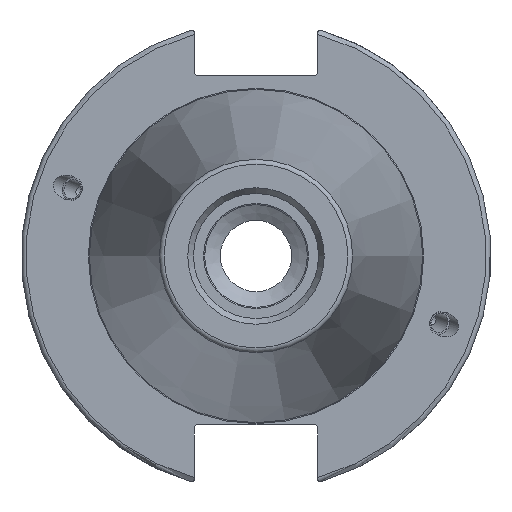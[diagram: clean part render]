
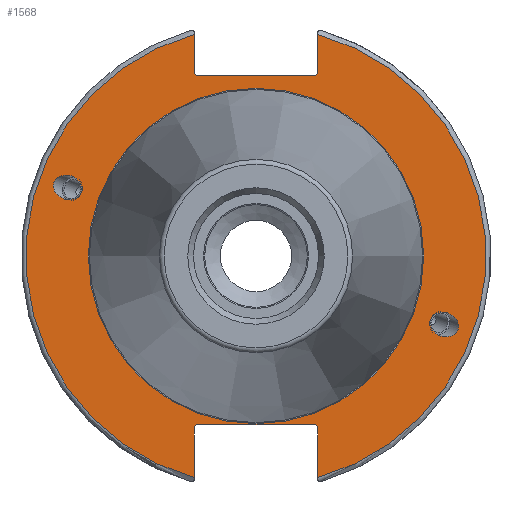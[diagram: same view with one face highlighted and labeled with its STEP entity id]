
A CAD part, left-side view. The second image highlights one B-rep face of the part: STEP entity #1568.
In plain terms, the highlighted planar face has unit normal (-1, 0, 0).
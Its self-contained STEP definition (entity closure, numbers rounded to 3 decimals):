
#85=FACE_BOUND('',#324,.T.);
#86=FACE_BOUND('',#325,.T.);
#87=FACE_BOUND('',#326,.T.);
#103=PLANE('',#1740);
#139=ELLIPSE('',#1692,3.052,2.5);
#140=ELLIPSE('',#1726,3.052,2.5);
#216=FACE_OUTER_BOUND('',#323,.T.);
#323=EDGE_LOOP('',(#1267,#1268,#1269,#1270,#1271,#1272,#1273,#1274,#1275,
#1276,#1277,#1278));
#324=EDGE_LOOP('',(#1279));
#325=EDGE_LOOP('',(#1280));
#326=EDGE_LOOP('',(#1281));
#424=LINE('',#2911,#521);
#425=LINE('',#2913,#522);
#426=LINE('',#2915,#523);
#427=LINE('',#2917,#524);
#428=LINE('',#2919,#525);
#429=LINE('',#2923,#526);
#430=LINE('',#2925,#527);
#431=LINE('',#2927,#528);
#432=LINE('',#2929,#529);
#433=LINE('',#2930,#530);
#521=VECTOR('',#2074,10.);
#522=VECTOR('',#2075,10.);
#523=VECTOR('',#2076,10.);
#524=VECTOR('',#2077,10.);
#525=VECTOR('',#2078,10.);
#526=VECTOR('',#2081,10.);
#527=VECTOR('',#2082,10.);
#528=VECTOR('',#2083,10.);
#529=VECTOR('',#2084,10.);
#530=VECTOR('',#2085,10.);
#620=CIRCLE('',#1738,35.125);
#622=CIRCLE('',#1741,48.213);
#623=CIRCLE('',#1742,48.213);
#703=VERTEX_POINT('',#2582);
#743=VERTEX_POINT('',#2879);
#750=VERTEX_POINT('',#2902);
#751=VERTEX_POINT('',#2907);
#752=VERTEX_POINT('',#2908);
#753=VERTEX_POINT('',#2910);
#754=VERTEX_POINT('',#2912);
#755=VERTEX_POINT('',#2914);
#756=VERTEX_POINT('',#2916);
#757=VERTEX_POINT('',#2918);
#758=VERTEX_POINT('',#2920);
#759=VERTEX_POINT('',#2922);
#760=VERTEX_POINT('',#2924);
#761=VERTEX_POINT('',#2926);
#762=VERTEX_POINT('',#2928);
#876=EDGE_CURVE('',#703,#703,#139,.T.);
#929=EDGE_CURVE('',#743,#743,#140,.T.);
#940=EDGE_CURVE('',#750,#750,#620,.T.);
#942=EDGE_CURVE('',#751,#752,#622,.T.);
#943=EDGE_CURVE('',#751,#753,#424,.T.);
#944=EDGE_CURVE('',#754,#753,#425,.T.);
#945=EDGE_CURVE('',#754,#755,#426,.T.);
#946=EDGE_CURVE('',#756,#755,#427,.T.);
#947=EDGE_CURVE('',#756,#757,#428,.T.);
#948=EDGE_CURVE('',#758,#757,#623,.T.);
#949=EDGE_CURVE('',#758,#759,#429,.T.);
#950=EDGE_CURVE('',#760,#759,#430,.T.);
#951=EDGE_CURVE('',#760,#761,#431,.T.);
#952=EDGE_CURVE('',#762,#761,#432,.T.);
#953=EDGE_CURVE('',#762,#752,#433,.T.);
#1267=ORIENTED_EDGE('',*,*,#942,.F.);
#1268=ORIENTED_EDGE('',*,*,#943,.T.);
#1269=ORIENTED_EDGE('',*,*,#944,.F.);
#1270=ORIENTED_EDGE('',*,*,#945,.T.);
#1271=ORIENTED_EDGE('',*,*,#946,.F.);
#1272=ORIENTED_EDGE('',*,*,#947,.T.);
#1273=ORIENTED_EDGE('',*,*,#948,.F.);
#1274=ORIENTED_EDGE('',*,*,#949,.T.);
#1275=ORIENTED_EDGE('',*,*,#950,.F.);
#1276=ORIENTED_EDGE('',*,*,#951,.T.);
#1277=ORIENTED_EDGE('',*,*,#952,.F.);
#1278=ORIENTED_EDGE('',*,*,#953,.T.);
#1279=ORIENTED_EDGE('',*,*,#876,.T.);
#1280=ORIENTED_EDGE('',*,*,#929,.T.);
#1281=ORIENTED_EDGE('',*,*,#940,.F.);
#1568=ADVANCED_FACE('',(#216,#85,#86,#87),#103,.T.);
#1692=AXIS2_PLACEMENT_3D('',#2584,#1954,#1955);
#1726=AXIS2_PLACEMENT_3D('',#2881,#2038,#2039);
#1738=AXIS2_PLACEMENT_3D('',#2904,#2066,#2067);
#1740=AXIS2_PLACEMENT_3D('',#2906,#2070,#2071);
#1741=AXIS2_PLACEMENT_3D('',#2909,#2072,#2073);
#1742=AXIS2_PLACEMENT_3D('',#2921,#2079,#2080);
#1954=DIRECTION('center_axis',(1.,0.,0.));
#1955=DIRECTION('ref_axis',(0.,-0.94,-0.342));
#2038=DIRECTION('center_axis',(1.,0.,0.));
#2039=DIRECTION('ref_axis',(0.,0.94,0.342));
#2066=DIRECTION('center_axis',(-1.,0.,0.));
#2067=DIRECTION('ref_axis',(0.,-1.,0.));
#2070=DIRECTION('center_axis',(-1.,0.,0.));
#2071=DIRECTION('ref_axis',(0.,0.,1.));
#2072=DIRECTION('center_axis',(1.,0.,0.));
#2073=DIRECTION('ref_axis',(0.,-1.,0.));
#2074=DIRECTION('',(0.,0.,-1.));
#2075=DIRECTION('',(0.,-0.707,0.707));
#2076=DIRECTION('',(0.,1.,0.));
#2077=DIRECTION('',(0.,-0.707,-0.707));
#2078=DIRECTION('',(0.,0.,1.));
#2079=DIRECTION('center_axis',(1.,0.,0.));
#2080=DIRECTION('ref_axis',(0.,1.,0.));
#2081=DIRECTION('',(0.,0.,1.));
#2082=DIRECTION('',(0.,0.707,-0.707));
#2083=DIRECTION('',(0.,-1.,0.));
#2084=DIRECTION('',(0.,0.707,0.707));
#2085=DIRECTION('',(0.,0.,-1.));
#2582=CARTESIAN_POINT('',(3.175,-36.599,-13.321));
#2584=CARTESIAN_POINT('Origin',(3.175,-39.467,-14.365));
#2879=CARTESIAN_POINT('',(3.175,36.599,13.321));
#2881=CARTESIAN_POINT('Origin',(3.175,39.467,14.365));
#2902=CARTESIAN_POINT('',(3.175,0.,35.125));
#2904=CARTESIAN_POINT('Origin',(3.175,0.,0.));
#2906=CARTESIAN_POINT('Origin',(3.175,49.213,0.));
#2907=CARTESIAN_POINT('',(3.175,-12.95,46.441));
#2908=CARTESIAN_POINT('',(3.175,-12.95,-46.441));
#2909=CARTESIAN_POINT('Origin',(3.175,0.,0.));
#2910=CARTESIAN_POINT('',(3.175,-12.95,38.219));
#2911=CARTESIAN_POINT('',(3.175,-12.95,18.86));
#2912=CARTESIAN_POINT('',(3.175,-12.45,37.719));
#2913=CARTESIAN_POINT('',(3.175,12.27,12.999));
#2914=CARTESIAN_POINT('',(3.175,12.45,37.719));
#2915=CARTESIAN_POINT('',(3.175,24.606,37.719));
#2916=CARTESIAN_POINT('',(3.175,12.95,38.219));
#2917=CARTESIAN_POINT('',(3.175,12.336,37.605));
#2918=CARTESIAN_POINT('',(3.175,12.95,46.441));
#2919=CARTESIAN_POINT('',(3.175,12.95,18.86));
#2920=CARTESIAN_POINT('',(3.175,12.95,-46.441));
#2921=CARTESIAN_POINT('Origin',(3.175,0.,0.));
#2922=CARTESIAN_POINT('',(3.175,12.95,-35.806));
#2923=CARTESIAN_POINT('',(3.175,12.95,-17.653));
#2924=CARTESIAN_POINT('',(3.175,12.45,-35.306));
#2925=CARTESIAN_POINT('',(3.175,12.939,-35.795));
#2926=CARTESIAN_POINT('',(3.175,-12.45,-35.306));
#2927=CARTESIAN_POINT('',(3.175,24.606,-35.306));
#2928=CARTESIAN_POINT('',(3.175,-12.95,-35.806));
#2929=CARTESIAN_POINT('',(3.175,11.667,-11.189));
#2930=CARTESIAN_POINT('',(3.175,-12.95,-17.653));
